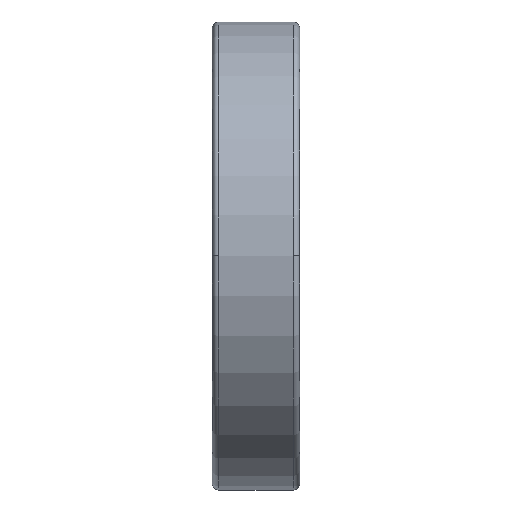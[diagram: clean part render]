
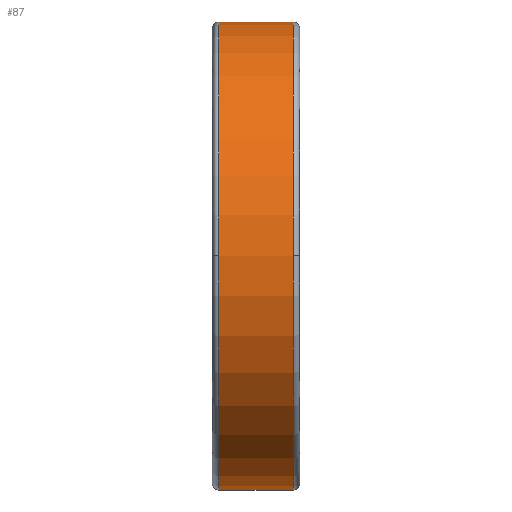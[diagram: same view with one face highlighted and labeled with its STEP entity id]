
A CAD part, top view. The second image highlights one B-rep face of the part: STEP entity #87.
In plain terms, the highlighted cylindrical face has radius 75 mm (diameter 150 mm), a partial arc.
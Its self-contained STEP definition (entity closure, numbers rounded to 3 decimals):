
#87=ADVANCED_FACE('',(#227),#228,.T.);
#227=FACE_OUTER_BOUND('',#523,.T.);
#228=CYLINDRICAL_SURFACE('',#524,75.0);
#523=EDGE_LOOP('',(#873,#874,#875,#876,#877,#878));
#524=AXIS2_PLACEMENT_3D('',#879,#880,#881);
#873=ORIENTED_EDGE('',*,*,#1795,.F.);
#874=ORIENTED_EDGE('',*,*,#1796,.T.);
#875=ORIENTED_EDGE('',*,*,#1797,.T.);
#876=ORIENTED_EDGE('',*,*,#1798,.F.);
#877=ORIENTED_EDGE('',*,*,#1799,.F.);
#878=ORIENTED_EDGE('',*,*,#1792,.F.);
#879=CARTESIAN_POINT('',(14.0,0.0,0.0));
#880=DIRECTION('',(-1.0,0.0,0.0));
#881=DIRECTION('',(0.0,1.0,0.0));
#1792=EDGE_CURVE('',#2100,#2102,#2103,.T.);
#1795=EDGE_CURVE('',#2107,#2100,#2108,.T.);
#1796=EDGE_CURVE('',#2107,#2109,#2110,.T.);
#1797=EDGE_CURVE('',#2109,#2111,#2112,.T.);
#1798=EDGE_CURVE('',#2113,#2111,#2114,.T.);
#1799=EDGE_CURVE('',#2102,#2113,#2115,.T.);
#2100=VERTEX_POINT('',#2576);
#2102=VERTEX_POINT('',#2578);
#2103=CIRCLE('',#2579,75.0);
#2107=VERTEX_POINT('',#2583);
#2108=LINE('',#2584,#2585);
#2109=VERTEX_POINT('',#2586);
#2110=CIRCLE('',#2587,75.0);
#2111=VERTEX_POINT('',#2588);
#2112=CIRCLE('',#2589,75.0);
#2113=VERTEX_POINT('',#2590);
#2114=LINE('',#2591,#2592);
#2115=CIRCLE('',#2593,75.0);
#2576=CARTESIAN_POINT('',(26.0,75.0,0.0));
#2578=CARTESIAN_POINT('',(26.0,0.,75.0));
#2579=AXIS2_PLACEMENT_3D('',#3882,#3883,#3884);
#2583=CARTESIAN_POINT('',(2.0,75.0,0.0));
#2584=CARTESIAN_POINT('',(14.0,75.0,0.));
#2585=VECTOR('',#3891,1.0);
#2586=CARTESIAN_POINT('',(2.0,0.,75.0));
#2587=AXIS2_PLACEMENT_3D('',#3892,#3893,#3894);
#2588=CARTESIAN_POINT('',(2.0,-75.0,0.));
#2589=AXIS2_PLACEMENT_3D('',#3895,#3896,#3897);
#2590=CARTESIAN_POINT('',(26.0,-75.0,0.));
#2591=CARTESIAN_POINT('',(14.0,-75.0,0.));
#2592=VECTOR('',#3898,1.0);
#2593=AXIS2_PLACEMENT_3D('',#3899,#3900,#3901);
#3882=CARTESIAN_POINT('',(26.0,0.0,0.0));
#3883=DIRECTION('',(1.0,0.0,0.0));
#3884=DIRECTION('',(0.0,1.0,0.0));
#3891=DIRECTION('',(1.0,0.0,0.0));
#3892=CARTESIAN_POINT('',(2.0,0.0,0.0));
#3893=DIRECTION('',(1.0,0.0,0.0));
#3894=DIRECTION('',(0.0,1.0,0.0));
#3895=CARTESIAN_POINT('',(2.0,0.0,0.0));
#3896=DIRECTION('',(1.0,0.0,0.0));
#3897=DIRECTION('',(0.0,1.0,0.0));
#3898=DIRECTION('',(-1.0,-0.0,-0.0));
#3899=CARTESIAN_POINT('',(26.0,0.0,0.0));
#3900=DIRECTION('',(1.0,0.0,0.0));
#3901=DIRECTION('',(0.0,1.0,0.0));
